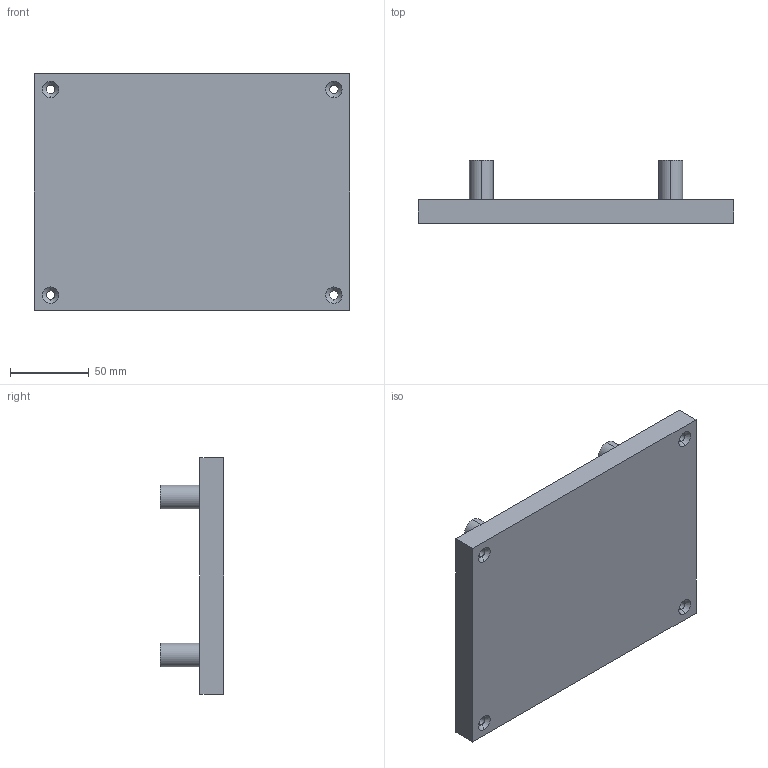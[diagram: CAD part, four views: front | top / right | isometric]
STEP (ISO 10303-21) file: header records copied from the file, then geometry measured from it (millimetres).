
FILE_DESCRIPTION (( 'STEP AP203' ), '1' );
FILE_NAME ('labProject_micro_bottom.STEP', '2021-05-21T16:04:00', ( '' ), ( '' ), 'SwSTEP 2.0', 'SolidWorks 2020', '' );
FILE_SCHEMA (( 'CONFIG_CONTROL_DESIGN' ));
Length unit declared in the file: millimetre
Products named in the file (1): labProject_micro_bottom
Bounding box: 200 x 40 x 150 mm (x, y, z)
Volume: 465785.4 mm3; surface area: 76261.5 mm2
Topology: 1 solids, 1 shells, 58 faces, 132 edges, 76 vertices
Faces by surface type: cone 24, cylinder 24, plane 10
Entity records: 1665 total; most frequent: DIRECTION 306, CARTESIAN_POINT 259, ORIENTED_EDGE 248, EDGE_CURVE 124, AXIS2_PLACEMENT_3D 123, VERTEX_POINT 76, EDGE_LOOP 74, CIRCLE 64
